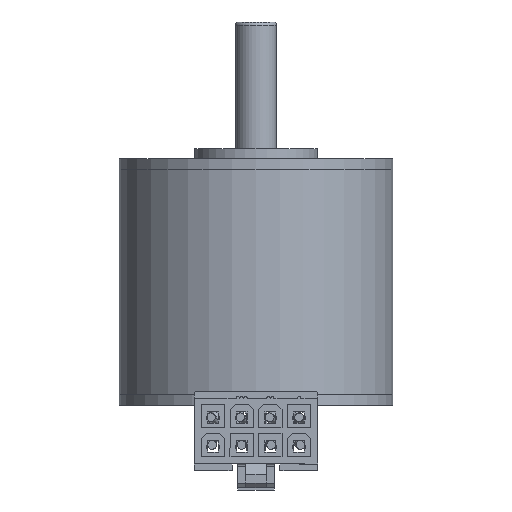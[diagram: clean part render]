
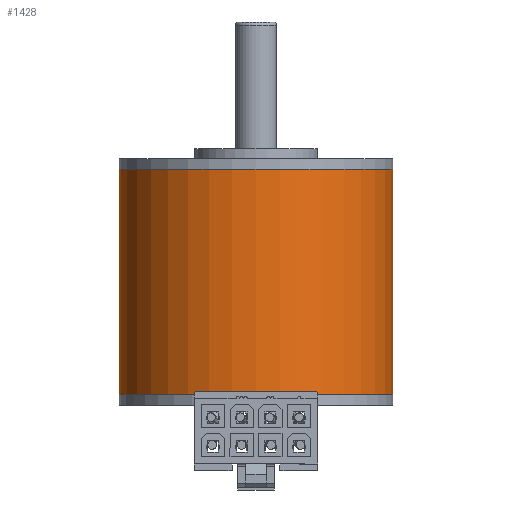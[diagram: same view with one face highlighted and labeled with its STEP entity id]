
A CAD part, front view. The second image highlights one B-rep face of the part: STEP entity #1428.
In plain terms, the highlighted cylindrical face has radius 20 mm (diameter 40 mm), a partial arc.
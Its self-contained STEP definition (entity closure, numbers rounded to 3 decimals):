
#191 = DIRECTION ( 'NONE',  ( 0., 0., -1. ) ) ;
#1428 = ADVANCED_FACE ( 'NONE', ( #15493 ), #6392, .T. ) ;
#1559 = VERTEX_POINT ( 'NONE', #15982 ) ;
#1665 = ORIENTED_EDGE ( 'NONE', *, *, #13756, .F. ) ;
#1753 = VERTEX_POINT ( 'NONE', #8859 ) ;
#2224 = VECTOR ( 'NONE', #16997, 1000. ) ;
#2376 = LINE ( 'NONE', #17178, #19690 ) ;
#2475 = CIRCLE ( 'NONE', #8843, 20. ) ;
#2864 = EDGE_CURVE ( 'NONE', #1559, #14429, #12604, .T. ) ;
#3289 = CARTESIAN_POINT ( 'NONE',  ( 0., 0., 1.5 ) ) ;
#3595 = DIRECTION ( 'NONE',  ( -1., 0., 0. ) ) ;
#4974 = CIRCLE ( 'NONE', #10398, 20. ) ;
#5408 = DIRECTION ( 'NONE',  ( 0., 0., -1. ) ) ;
#6234 = EDGE_CURVE ( 'NONE', #15040, #14429, #2475, .T. ) ;
#6392 = CYLINDRICAL_SURFACE ( 'NONE', #19099, 20. ) ;
#8198 = CARTESIAN_POINT ( 'NONE',  ( 0., 0., 1.5 ) ) ;
#8843 = AXIS2_PLACEMENT_3D ( 'NONE', #8198, #5408, #3595 ) ;
#8859 = CARTESIAN_POINT ( 'NONE',  ( 20., 0., 34.5 ) ) ;
#9171 = CARTESIAN_POINT ( 'NONE',  ( 20., 0., 1.5 ) ) ;
#9515 = ORIENTED_EDGE ( 'NONE', *, *, #2864, .T. ) ;
#9959 = CARTESIAN_POINT ( 'NONE',  ( 0., 0., 34.5 ) ) ;
#10398 = AXIS2_PLACEMENT_3D ( 'NONE', #9959, #13649, #12258 ) ;
#11250 = ORIENTED_EDGE ( 'NONE', *, *, #13446, .T. ) ;
#11380 = DIRECTION ( 'NONE',  ( 0., 0., -1. ) ) ;
#12258 = DIRECTION ( 'NONE',  ( -1., 0., 0. ) ) ;
#12604 = LINE ( 'NONE', #15681, #2224 ) ;
#12934 = CARTESIAN_POINT ( 'NONE',  ( -20., 0., 1.5 ) ) ;
#13446 = EDGE_CURVE ( 'NONE', #1753, #1559, #4974, .T. ) ;
#13649 = DIRECTION ( 'NONE',  ( 0., 0., -1. ) ) ;
#13756 = EDGE_CURVE ( 'NONE', #1753, #15040, #2376, .T. ) ;
#14429 = VERTEX_POINT ( 'NONE', #12934 ) ;
#14687 = ORIENTED_EDGE ( 'NONE', *, *, #6234, .F. ) ;
#15040 = VERTEX_POINT ( 'NONE', #9171 ) ;
#15493 = FACE_OUTER_BOUND ( 'NONE', #16026, .T. ) ;
#15681 = CARTESIAN_POINT ( 'NONE',  ( -20., 0., 1.5 ) ) ;
#15982 = CARTESIAN_POINT ( 'NONE',  ( -20., 0., 34.5 ) ) ;
#16026 = EDGE_LOOP ( 'NONE', ( #1665, #11250, #9515, #14687 ) ) ;
#16997 = DIRECTION ( 'NONE',  ( 0., 0., -1. ) ) ;
#17178 = CARTESIAN_POINT ( 'NONE',  ( 20., 0., 1.5 ) ) ;
#17385 = DIRECTION ( 'NONE',  ( -1., 0., 0. ) ) ;
#19099 = AXIS2_PLACEMENT_3D ( 'NONE', #3289, #191, #17385 ) ;
#19690 = VECTOR ( 'NONE', #11380, 1000. ) ;
